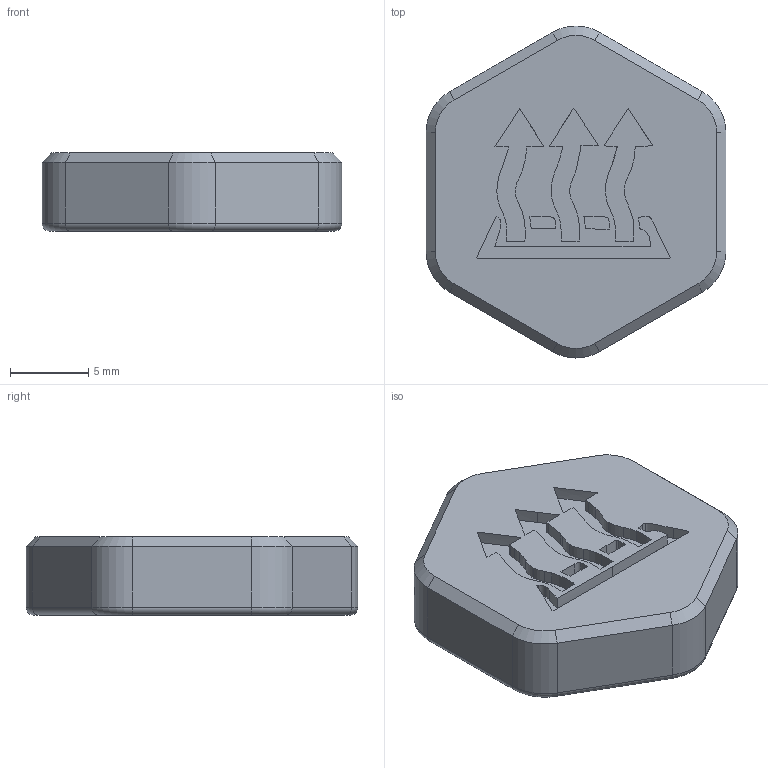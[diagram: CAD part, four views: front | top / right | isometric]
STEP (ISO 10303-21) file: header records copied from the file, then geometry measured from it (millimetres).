
FILE_DESCRIPTION(/* description */ (''),/* implementation_level */ '2;1');
FILE_NAME(/* name */ 'cover-preheat.step',/* time_stamp */ '2020-02-03T01:04:02+01:00',/* author */ (''),/* organization */ (''),/* preprocessor_version */ 'ST-DEVELOPER v18',/* originating_system */ 'Autodesk Translation Framework v8.12.0.6',/* authorisation */ '');
FILE_SCHEMA (('AUTOMOTIVE_DESIGN { 1 0 10303 214 3 1 1 }'));
Length unit declared in the file: millimetre
Products named in the file (1): Cover - Preheat
Bounding box: 19.2 x 21.24 x 5 mm (x, y, z)
Volume: 861.6 mm3; surface area: 1263.9 mm2
Topology: 1 solids, 1 shells, 232 faces, 603 edges, 382 vertices
Faces by surface type: plane 85, bspline 77, cylinder 48, torus 16, cone 6
Entity records: 7249 total; most frequent: CARTESIAN_POINT 2199, ORIENTED_EDGE 1206, DIRECTION 883, EDGE_CURVE 603, VERTEX_POINT 382, LINE 343, VECTOR 343, AXIS2_PLACEMENT_3D 270
